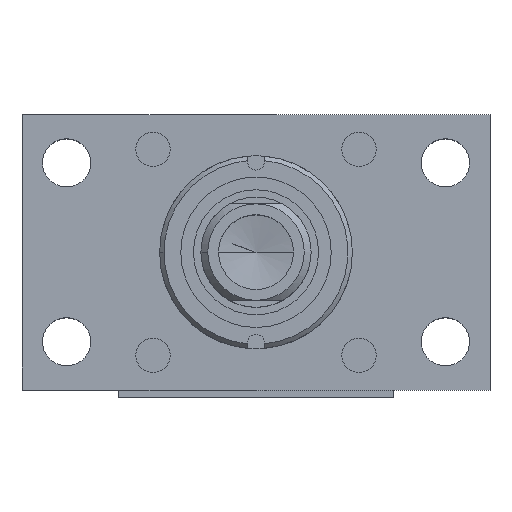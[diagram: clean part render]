
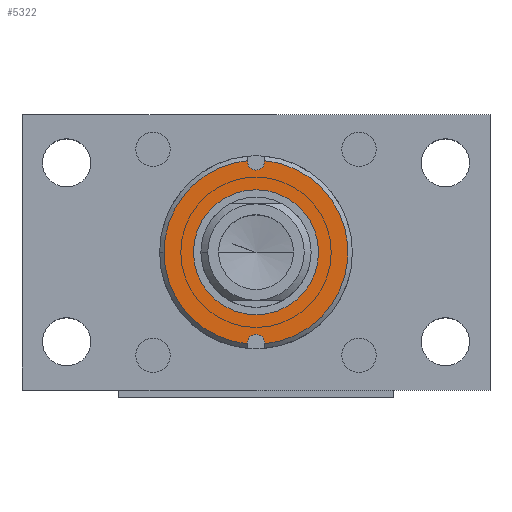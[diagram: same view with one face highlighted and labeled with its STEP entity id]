
A CAD part, top view. The second image highlights one B-rep face of the part: STEP entity #5322.
In plain terms, the highlighted planar face has unit normal (0, 0, 1).
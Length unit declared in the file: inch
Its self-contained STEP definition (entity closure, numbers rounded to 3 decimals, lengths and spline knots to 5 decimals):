
#182 = VERTEX_POINT ( 'NONE', #7289 ) ;
#218 = LINE ( 'NONE', #7570, #4933 ) ;
#325 = ORIENTED_EDGE ( 'NONE', *, *, #2184, .T. ) ;
#334 = EDGE_CURVE ( 'NONE', #1317, #6691, #218, .T. ) ;
#674 = DIRECTION ( 'NONE',  ( 0., -1., 0. ) ) ;
#766 = EDGE_CURVE ( 'NONE', #5838, #3715, #4281, .T. ) ;
#831 = FACE_BOUND ( 'NONE', #2362, .T. ) ;
#893 = ORIENTED_EDGE ( 'NONE', *, *, #6016, .T. ) ;
#995 = ORIENTED_EDGE ( 'NONE', *, *, #6771, .T. ) ;
#1317 = VERTEX_POINT ( 'NONE', #2344 ) ;
#1326 = DIRECTION ( 'NONE',  ( -1., 0., 0. ) ) ;
#1369 = DIRECTION ( 'NONE',  ( 1., 0., 0. ) ) ;
#1383 = CARTESIAN_POINT ( 'NONE',  ( 19.41758, 31.45966, -2.69734 ) ) ;
#1508 = VECTOR ( 'NONE', #8056, 39.37008 ) ;
#1557 = VERTEX_POINT ( 'NONE', #2277 ) ;
#1712 = ORIENTED_EDGE ( 'NONE', *, *, #6065, .F. ) ;
#1726 = VECTOR ( 'NONE', #674, 39.37008 ) ;
#1771 = CARTESIAN_POINT ( 'NONE',  ( 19.33958, 29.81218, -2.69734 ) ) ;
#1958 = CARTESIAN_POINT ( 'NONE',  ( 19.41758, 29.81218, -2.69734 ) ) ;
#1976 = CIRCLE ( 'NONE', #3667, 0.5675 ) ;
#2038 = DIRECTION ( 'NONE',  ( 0., -1., 0. ) ) ;
#2042 = ORIENTED_EDGE ( 'NONE', *, *, #766, .T. ) ;
#2081 = VERTEX_POINT ( 'NONE', #6900 ) ;
#2115 = CARTESIAN_POINT ( 'NONE',  ( 19.33958, 31.46727, -2.69734 ) ) ;
#2134 = CARTESIAN_POINT ( 'NONE',  ( 19.41758, 30.63592, -2.69734 ) ) ;
#2184 = EDGE_CURVE ( 'NONE', #1557, #1317, #8584, .T. ) ;
#2277 = CARTESIAN_POINT ( 'NONE',  ( 19.49558, 29.80457, -2.69734 ) ) ;
#2344 = CARTESIAN_POINT ( 'NONE',  ( 19.49558, 31.46727, -2.69734 ) ) ;
#2362 = EDGE_LOOP ( 'NONE', ( #2478, #1712 ) ) ;
#2478 = ORIENTED_EDGE ( 'NONE', *, *, #8728, .F. ) ;
#2493 = CARTESIAN_POINT ( 'NONE',  ( 19.33958, 31.45966, -2.69734 ) ) ;
#2617 = VECTOR ( 'NONE', #4700, 39.37008 ) ;
#2682 = FACE_OUTER_BOUND ( 'NONE', #5751, .T. ) ;
#2991 = CIRCLE ( 'NONE', #5383, 0.5675 ) ;
#3015 = CIRCLE ( 'NONE', #5501, 0.078 ) ;
#3153 = DIRECTION ( 'NONE',  ( 0., 0., 1. ) ) ;
#3323 = CARTESIAN_POINT ( 'NONE',  ( 19.41758, 31.20342, -2.69734 ) ) ;
#3407 = LINE ( 'NONE', #4900, #1726 ) ;
#3468 = VERTEX_POINT ( 'NONE', #2115 ) ;
#3667 = AXIS2_PLACEMENT_3D ( 'NONE', #6421, #3153, #3853 ) ;
#3715 = VERTEX_POINT ( 'NONE', #7741 ) ;
#3812 = DIRECTION ( 'NONE',  ( 1., 0., 0. ) ) ;
#3853 = DIRECTION ( 'NONE',  ( 1., 0., 0. ) ) ;
#3925 = CARTESIAN_POINT ( 'NONE',  ( 18.85008, 30.63592, -2.69734 ) ) ;
#4075 = DIRECTION ( 'NONE',  ( 0., -1., 0. ) ) ;
#4140 = VERTEX_POINT ( 'NONE', #3925 ) ;
#4192 = DIRECTION ( 'NONE',  ( 0., 0., -1. ) ) ;
#4281 = CIRCLE ( 'NONE', #7858, 0.835 ) ;
#4339 = EDGE_CURVE ( 'NONE', #4911, #2081, #3015, .T. ) ;
#4447 = LINE ( 'NONE', #8852, #1508 ) ;
#4700 = DIRECTION ( 'NONE',  ( 0., 1., 0. ) ) ;
#4701 = LINE ( 'NONE', #6010, #2617 ) ;
#4861 = DIRECTION ( 'NONE',  ( 0., 0., 1. ) ) ;
#4900 = CARTESIAN_POINT ( 'NONE',  ( 19.33958, 31.20342, -2.69734 ) ) ;
#4911 = VERTEX_POINT ( 'NONE', #1771 ) ;
#4933 = VECTOR ( 'NONE', #4075, 39.37008 ) ;
#5185 = AXIS2_PLACEMENT_3D ( 'NONE', #1383, #4192, #8320 ) ;
#5279 = ORIENTED_EDGE ( 'NONE', *, *, #5666, .F. ) ;
#5322 = ADVANCED_FACE ( 'NONE', ( #2682, #831 ), #5495, .F. ) ;
#5332 = ORIENTED_EDGE ( 'NONE', *, *, #334, .T. ) ;
#5368 = EDGE_CURVE ( 'NONE', #3468, #5838, #8111, .T. ) ;
#5383 = AXIS2_PLACEMENT_3D ( 'NONE', #2134, #4861, #5558 ) ;
#5440 = ORIENTED_EDGE ( 'NONE', *, *, #5368, .T. ) ;
#5495 = PLANE ( 'NONE',  #7098 ) ;
#5501 = AXIS2_PLACEMENT_3D ( 'NONE', #1958, #8228, #1326 ) ;
#5558 = DIRECTION ( 'NONE',  ( 1., 0., 0. ) ) ;
#5666 = EDGE_CURVE ( 'NONE', #1557, #2081, #4701, .T. ) ;
#5673 = DIRECTION ( 'NONE',  ( 1., 0., 0. ) ) ;
#5751 = EDGE_LOOP ( 'NONE', ( #5279, #325, #5332, #893, #7343, #5440, #2042, #995, #7058 ) ) ;
#5765 = CIRCLE ( 'NONE', #5185, 0.078 ) ;
#5838 = VERTEX_POINT ( 'NONE', #6027 ) ;
#6010 = CARTESIAN_POINT ( 'NONE',  ( 19.49558, 31.20342, -2.69734 ) ) ;
#6016 = EDGE_CURVE ( 'NONE', #6691, #8004, #5765, .T. ) ;
#6027 = CARTESIAN_POINT ( 'NONE',  ( 18.58258, 30.63592, -2.69734 ) ) ;
#6065 = EDGE_CURVE ( 'NONE', #4140, #182, #1976, .T. ) ;
#6224 = EDGE_CURVE ( 'NONE', #3468, #8004, #3407, .T. ) ;
#6332 = AXIS2_PLACEMENT_3D ( 'NONE', #8930, #8983, #1369 ) ;
#6421 = CARTESIAN_POINT ( 'NONE',  ( 19.41758, 30.63592, -2.69734 ) ) ;
#6691 = VERTEX_POINT ( 'NONE', #7958 ) ;
#6771 = EDGE_CURVE ( 'NONE', #3715, #4911, #4447, .T. ) ;
#6900 = CARTESIAN_POINT ( 'NONE',  ( 19.49558, 29.81218, -2.69734 ) ) ;
#6997 = CARTESIAN_POINT ( 'NONE',  ( 19.41758, 30.63592, -2.69734 ) ) ;
#7058 = ORIENTED_EDGE ( 'NONE', *, *, #4339, .T. ) ;
#7098 = AXIS2_PLACEMENT_3D ( 'NONE', #3323, #8855, #2038 ) ;
#7289 = CARTESIAN_POINT ( 'NONE',  ( 19.98508, 30.63592, -2.69734 ) ) ;
#7343 = ORIENTED_EDGE ( 'NONE', *, *, #6224, .F. ) ;
#7570 = CARTESIAN_POINT ( 'NONE',  ( 19.49558, 31.20342, -2.69734 ) ) ;
#7699 = DIRECTION ( 'NONE',  ( 0., 0., 1. ) ) ;
#7741 = CARTESIAN_POINT ( 'NONE',  ( 19.33958, 29.80457, -2.69734 ) ) ;
#7756 = AXIS2_PLACEMENT_3D ( 'NONE', #6997, #7699, #5673 ) ;
#7858 = AXIS2_PLACEMENT_3D ( 'NONE', #8607, #7959, #3812 ) ;
#7958 = CARTESIAN_POINT ( 'NONE',  ( 19.49558, 31.45966, -2.69734 ) ) ;
#7959 = DIRECTION ( 'NONE',  ( 0., 0., 1. ) ) ;
#8004 = VERTEX_POINT ( 'NONE', #2493 ) ;
#8056 = DIRECTION ( 'NONE',  ( 0., 1., 0. ) ) ;
#8111 = CIRCLE ( 'NONE', #6332, 0.835 ) ;
#8228 = DIRECTION ( 'NONE',  ( 0., 0., -1. ) ) ;
#8320 = DIRECTION ( 'NONE',  ( -1., 0., 0. ) ) ;
#8584 = CIRCLE ( 'NONE', #7756, 0.835 ) ;
#8607 = CARTESIAN_POINT ( 'NONE',  ( 19.41758, 30.63592, -2.69734 ) ) ;
#8728 = EDGE_CURVE ( 'NONE', #182, #4140, #2991, .T. ) ;
#8852 = CARTESIAN_POINT ( 'NONE',  ( 19.33958, 31.20342, -2.69734 ) ) ;
#8855 = DIRECTION ( 'NONE',  ( 0., 0., -1. ) ) ;
#8930 = CARTESIAN_POINT ( 'NONE',  ( 19.41758, 30.63592, -2.69734 ) ) ;
#8983 = DIRECTION ( 'NONE',  ( 0., 0., 1. ) ) ;
